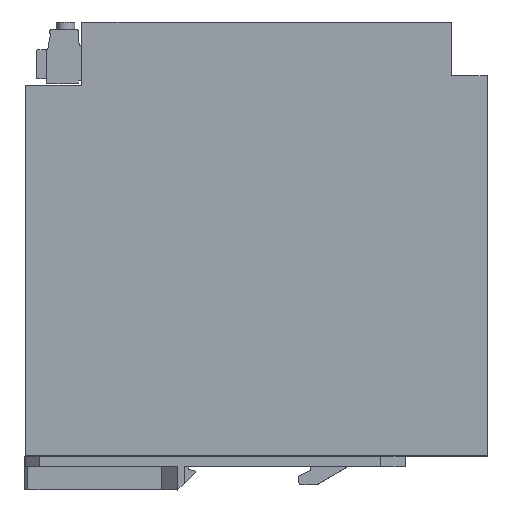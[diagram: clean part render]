
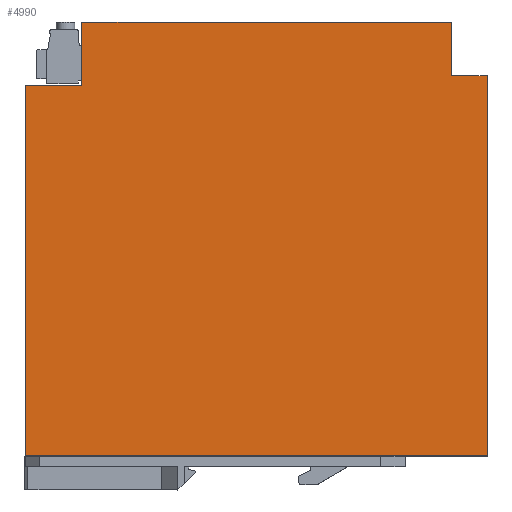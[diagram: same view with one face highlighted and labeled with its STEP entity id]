
A CAD part, top view. The second image highlights one B-rep face of the part: STEP entity #4990.
In plain terms, the highlighted face is planar.
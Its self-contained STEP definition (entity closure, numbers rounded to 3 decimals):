
#2030=CARTESIAN_POINT('',(7.5,1.,9.));
#2040=VERTEX_POINT('',#2030);
#2210=CARTESIAN_POINT('',(7.5,-14.,9.));
#2220=VERTEX_POINT('',#2210);
#2250=CARTESIAN_POINT('',(7.5,0.,9.));
#2260=DIRECTION('',(0.,1.,0.));
#2270=VECTOR('',#2260,1.);
#2280=LINE('',#2250,#2270);
#2290=EDGE_CURVE('',#2220,#2040,#2280,.T.);
#4370=CARTESIAN_POINT('',(7.5,-58.5,64.));
#4380=DIRECTION('',(1.,-0.,0.));
#4390=DIRECTION('',(0.,0.,-1.));
#4400=AXIS2_PLACEMENT_3D('',#4370,#4380,#4390);
#4410=PLANE('',#4400);
#4420=CARTESIAN_POINT('',(7.5,-14.,0.));
#4430=DIRECTION('',(0.,0.,1.));
#4440=VECTOR('',#4430,1.);
#4450=LINE('',#4420,#4440);
#4460=CARTESIAN_POINT('',(7.5,-14.,-1.));
#4470=VERTEX_POINT('',#4460);
#4480=EDGE_CURVE('',#4470,#2220,#4450,.T.);
#4490=ORIENTED_EDGE('',*,*,#4480,.T.);
#4500=CARTESIAN_POINT('',(7.5,0.,-1.));
#4510=DIRECTION('',(0.,1.,0.));
#4520=VECTOR('',#4510,1.);
#4530=LINE('',#4500,#4520);
#4540=CARTESIAN_POINT('',(7.5,-121.,-1.));
#4550=VERTEX_POINT('',#4540);
#4560=EDGE_CURVE('',#4550,#4470,#4530,.T.);
#4570=ORIENTED_EDGE('',*,*,#4560,.T.);
#4580=CARTESIAN_POINT('',(7.5,-121.,0.));
#4590=DIRECTION('',(0.,0.,-1.));
#4600=VECTOR('',#4590,1.);
#4610=LINE('',#4580,#4600);
#4620=CARTESIAN_POINT('',(7.5,-121.,129.));
#4630=VERTEX_POINT('',#4620);
#4640=EDGE_CURVE('',#4630,#4550,#4610,.T.);
#4650=ORIENTED_EDGE('',*,*,#4640,.T.);
#4660=CARTESIAN_POINT('',(7.5,0.,129.));
#4670=DIRECTION('',(0.,-1.,0.));
#4680=VECTOR('',#4670,1.);
#4690=LINE('',#4660,#4680);
#4700=CARTESIAN_POINT('',(7.5,-16.7,129.));
#4710=VERTEX_POINT('',#4700);
#4720=EDGE_CURVE('',#4710,#4630,#4690,.T.);
#4730=ORIENTED_EDGE('',*,*,#4720,.T.);
#4740=CARTESIAN_POINT('',(7.5,-16.7,0.));
#4750=DIRECTION('',(0.,0.,1.));
#4760=VECTOR('',#4750,1.);
#4770=LINE('',#4740,#4760);
#4780=CARTESIAN_POINT('',(7.5,-16.7,113.));
#4790=VERTEX_POINT('',#4780);
#4800=EDGE_CURVE('',#4790,#4710,#4770,.T.);
#4810=ORIENTED_EDGE('',*,*,#4800,.T.);
#4820=CARTESIAN_POINT('',(7.5,0.,113.));
#4830=DIRECTION('',(0.,-1.,0.));
#4840=VECTOR('',#4830,1.);
#4850=LINE('',#4820,#4840);
#4860=CARTESIAN_POINT('',(7.5,1.,113.));
#4870=VERTEX_POINT('',#4860);
#4880=EDGE_CURVE('',#4870,#4790,#4850,.T.);
#4890=ORIENTED_EDGE('',*,*,#4880,.T.);
#4900=CARTESIAN_POINT('',(7.5,1.,0.));
#4910=DIRECTION('',(0.,0.,1.));
#4920=VECTOR('',#4910,1.);
#4930=LINE('',#4900,#4920);
#4940=EDGE_CURVE('',#2040,#4870,#4930,.T.);
#4950=ORIENTED_EDGE('',*,*,#4940,.T.);
#4960=ORIENTED_EDGE('',*,*,#2290,.T.);
#4970=EDGE_LOOP('',(#4960,#4950,#4890,#4810,#4730,#4650,#4570,#4490));
#4980=FACE_OUTER_BOUND('',#4970,.T.);
#4990=ADVANCED_FACE('',(#4980),#4410,.T.);
